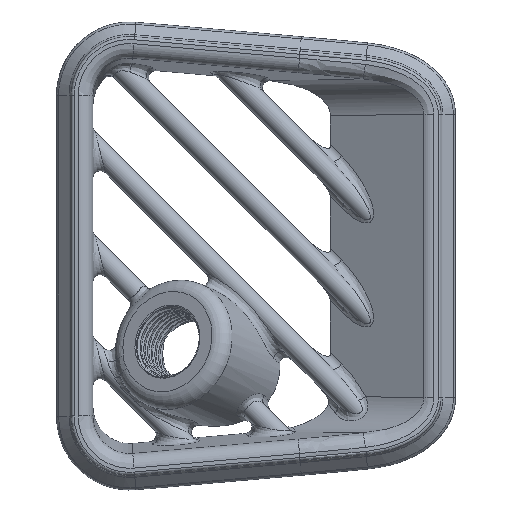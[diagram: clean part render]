
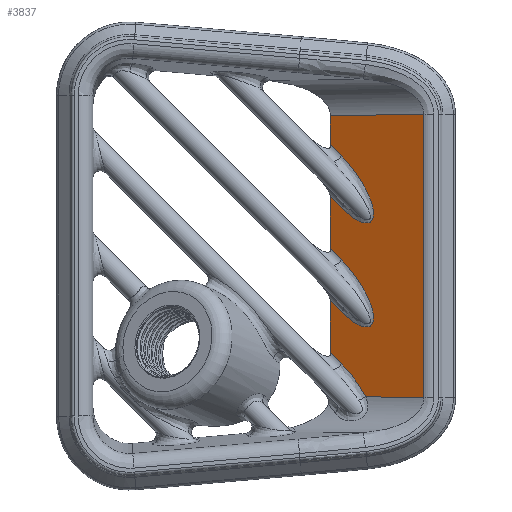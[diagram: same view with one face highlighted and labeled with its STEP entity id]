
A CAD part, top view. The second image highlights one B-rep face of the part: STEP entity #3837.
In plain terms, the highlighted planar face has unit normal (-0.5, 0, 0.866).
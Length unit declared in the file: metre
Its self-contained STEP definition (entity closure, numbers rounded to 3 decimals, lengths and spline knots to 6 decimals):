
#145=LINE('',#9220,#322);
#146=LINE('',#9223,#323);
#147=LINE('',#9225,#324);
#148=LINE('',#9229,#325);
#149=LINE('',#9231,#326);
#150=LINE('',#9233,#327);
#151=LINE('',#9237,#328);
#152=LINE('',#9239,#329);
#153=LINE('',#9241,#330);
#154=LINE('',#9245,#331);
#155=LINE('',#9247,#332);
#322=VECTOR('',#4556,1.);
#323=VECTOR('',#4557,1.);
#324=VECTOR('',#4558,1.);
#325=VECTOR('',#4561,1.);
#326=VECTOR('',#4562,1.);
#327=VECTOR('',#4563,1.);
#328=VECTOR('',#4566,1.);
#329=VECTOR('',#4567,1.);
#330=VECTOR('',#4568,1.);
#331=VECTOR('',#4571,1.);
#332=VECTOR('',#4572,1.);
#471=ELLIPSE('',#4150,0.007071,0.0025);
#472=ELLIPSE('',#4151,0.007071,0.0025);
#473=ELLIPSE('',#4152,0.007071,0.0025);
#563=PLANE('',#4149);
#1213=ORIENTED_EDGE('',*,*,#2431,.T.);
#1214=ORIENTED_EDGE('',*,*,#2432,.T.);
#1215=ORIENTED_EDGE('',*,*,#2433,.T.);
#1216=ORIENTED_EDGE('',*,*,#2434,.T.);
#1217=ORIENTED_EDGE('',*,*,#2435,.T.);
#1218=ORIENTED_EDGE('',*,*,#2436,.T.);
#1219=ORIENTED_EDGE('',*,*,#2437,.T.);
#1220=ORIENTED_EDGE('',*,*,#2438,.T.);
#1221=ORIENTED_EDGE('',*,*,#2439,.T.);
#1222=ORIENTED_EDGE('',*,*,#2440,.T.);
#1223=ORIENTED_EDGE('',*,*,#2441,.T.);
#1224=ORIENTED_EDGE('',*,*,#2442,.T.);
#1225=ORIENTED_EDGE('',*,*,#2443,.T.);
#1226=ORIENTED_EDGE('',*,*,#2444,.T.);
#2431=EDGE_CURVE('',#3032,#3033,#145,.T.);
#2432=EDGE_CURVE('',#3033,#3034,#146,.T.);
#2433=EDGE_CURVE('',#3034,#3035,#147,.T.);
#2434=EDGE_CURVE('',#3035,#3036,#471,.F.);
#2435=EDGE_CURVE('',#3036,#3037,#148,.T.);
#2436=EDGE_CURVE('',#3037,#3038,#149,.T.);
#2437=EDGE_CURVE('',#3038,#3039,#150,.T.);
#2438=EDGE_CURVE('',#3039,#3040,#472,.F.);
#2439=EDGE_CURVE('',#3040,#3041,#151,.T.);
#2440=EDGE_CURVE('',#3041,#3042,#152,.T.);
#2441=EDGE_CURVE('',#3042,#3043,#153,.T.);
#2442=EDGE_CURVE('',#3043,#3044,#473,.F.);
#2443=EDGE_CURVE('',#3044,#3045,#154,.T.);
#2444=EDGE_CURVE('',#3045,#3032,#155,.T.);
#3032=VERTEX_POINT('',#9221);
#3033=VERTEX_POINT('',#9222);
#3034=VERTEX_POINT('',#9224);
#3035=VERTEX_POINT('',#9226);
#3036=VERTEX_POINT('',#9228);
#3037=VERTEX_POINT('',#9230);
#3038=VERTEX_POINT('',#9232);
#3039=VERTEX_POINT('',#9234);
#3040=VERTEX_POINT('',#9236);
#3041=VERTEX_POINT('',#9238);
#3042=VERTEX_POINT('',#9240);
#3043=VERTEX_POINT('',#9242);
#3044=VERTEX_POINT('',#9244);
#3045=VERTEX_POINT('',#9246);
#3246=EDGE_LOOP('',(#1213,#1214,#1215,#1216,#1217,#1218,#1219,#1220,#1221,
#1222,#1223,#1224,#1225,#1226));
#3515=FACE_BOUND('',#3246,.T.);
#3837=ADVANCED_FACE('',(#3515),#563,.T.);
#4149=AXIS2_PLACEMENT_3D('',#9219,#4554,#4555);
#4150=AXIS2_PLACEMENT_3D('',#9227,#4559,#4560);
#4151=AXIS2_PLACEMENT_3D('',#9235,#4564,#4565);
#4152=AXIS2_PLACEMENT_3D('',#9243,#4569,#4570);
#4554=DIRECTION('',(-0.5,0.,0.866));
#4555=DIRECTION('',(0.,-1.,0.));
#4556=DIRECTION('',(-0.866,-0.013,-0.5));
#4557=DIRECTION('',(0.,-1.,0.));
#4558=DIRECTION('',(0.655,-0.655,0.378));
#4559=DIRECTION('',(-0.5,0.,0.866));
#4560=DIRECTION('',(0.567,-0.756,0.327));
#4561=DIRECTION('',(-0.655,0.655,-0.378));
#4562=DIRECTION('',(0.,-1.,0.));
#4563=DIRECTION('',(0.655,-0.655,0.378));
#4564=DIRECTION('',(-0.5,0.,0.866));
#4565=DIRECTION('',(0.567,-0.756,0.327));
#4566=DIRECTION('',(-0.655,0.655,-0.378));
#4567=DIRECTION('',(0.,-1.,0.));
#4568=DIRECTION('',(0.655,-0.655,0.378));
#4569=DIRECTION('',(-0.5,0.,0.866));
#4570=DIRECTION('',(0.567,-0.756,0.327));
#4571=DIRECTION('',(0.866,-0.013,0.5));
#4572=DIRECTION('',(0.,1.,0.));
#9219=CARTESIAN_POINT('',(0.002084,-0.022288,0.));
#9220=CARTESIAN_POINT('',(0.002129,0.019062,0.000026));
#9221=CARTESIAN_POINT('',(0.016083,0.019267,0.008083));
#9222=CARTESIAN_POINT('',(0.003376,0.01908,0.000746));
#9223=CARTESIAN_POINT('',(0.003376,0.016441,0.000746));
#9224=CARTESIAN_POINT('',(0.003376,0.015148,0.000746));
#9225=CARTESIAN_POINT('',(0.018682,-0.000157,0.009583));
#9226=CARTESIAN_POINT('',(0.004914,0.013611,0.001634));
#9227=CARTESIAN_POINT('',(0.004914,0.010075,0.001634));
#9228=CARTESIAN_POINT('',(0.004914,0.00654,0.001634));
#9229=CARTESIAN_POINT('',(0.015651,-0.004198,0.007833));
#9230=CARTESIAN_POINT('',(0.003376,0.008077,0.000746));
#9231=CARTESIAN_POINT('',(0.003376,0.002299,0.000746));
#9232=CARTESIAN_POINT('',(0.003376,0.001006,0.000746));
#9233=CARTESIAN_POINT('',(0.012621,-0.008238,0.006084));
#9234=CARTESIAN_POINT('',(0.004914,-0.000531,0.001634));
#9235=CARTESIAN_POINT('',(0.004914,-0.004067,0.001634));
#9236=CARTESIAN_POINT('',(0.004914,-0.007602,0.001634));
#9237=CARTESIAN_POINT('',(0.00959,-0.012279,0.004334));
#9238=CARTESIAN_POINT('',(0.003376,-0.006065,0.000746));
#9239=CARTESIAN_POINT('',(0.003376,-0.011843,0.000746));
#9240=CARTESIAN_POINT('',(0.003376,-0.013136,0.000746));
#9241=CARTESIAN_POINT('',(0.00656,-0.016319,0.002584));
#9242=CARTESIAN_POINT('',(0.004914,-0.014673,0.001634));
#9243=CARTESIAN_POINT('',(0.004914,-0.018209,0.001634));
#9244=CARTESIAN_POINT('',(0.008178,-0.019151,0.003519));
#9245=CARTESIAN_POINT('',(0.016764,-0.019277,0.008476));
#9246=CARTESIAN_POINT('',(0.016083,-0.019267,0.008083));
#9247=CARTESIAN_POINT('',(0.016083,-0.022288,0.008083));
